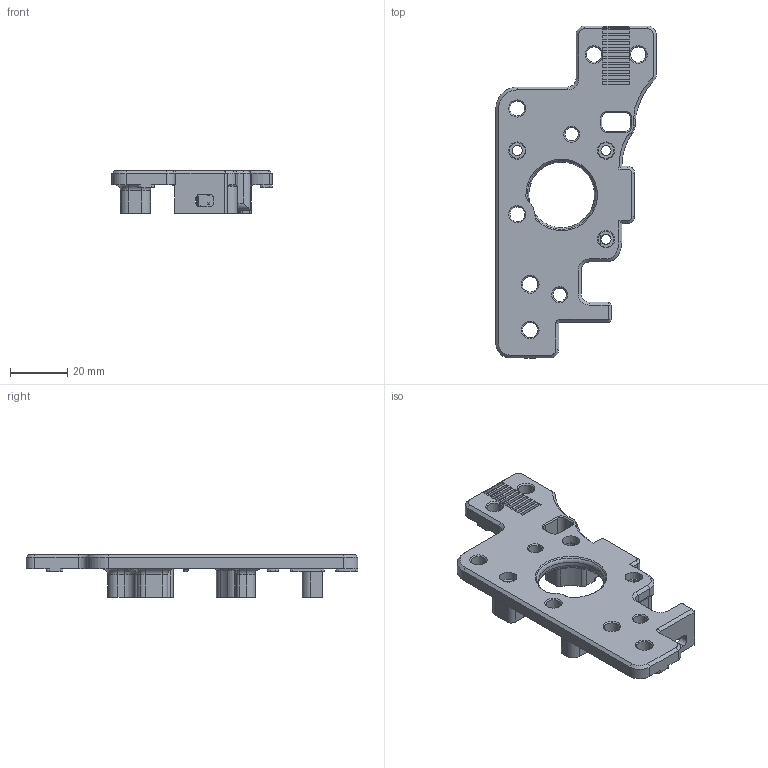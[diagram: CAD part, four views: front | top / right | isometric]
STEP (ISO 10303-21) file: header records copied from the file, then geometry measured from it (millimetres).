
FILE_DESCRIPTION(/* description */ (''),/* implementation_level */ '2;1');
FILE_NAME(/* name */ 'a_drive_frame_upper_with_endstop.step',/* time_stamp */ '2021-01-20T11:31:54-08:00',/* author */ (''),/* organization */ (''),/* preprocessor_version */ 'ST-DEVELOPER v18.1',/* originating_system */ 'Autodesk Translation Framework v9.7.1.1290',/* authorisation */ '');
FILE_SCHEMA (('AUTOMOTIVE_DESIGN { 1 0 10303 214 3 1 1 }'));
Length unit declared in the file: millimetre
Products named in the file (2): a_drive_frame_upper_with_endstop; JST-XH 2Pin v1
Assembly tree (1 placements, depth 2):
  a_drive_frame_upper_with_endstop
    JST-XH 2Pin v1
Bounding box: 56.03 x 116 x 15 mm (x, y, z)
Volume: 24144.3 mm3; surface area: 14513 mm2
Topology: 4 solids, 4 shells, 461 faces, 1193 edges, 749 vertices
Faces by surface type: plane 247, cylinder 129, cone 37, torus 28, bspline 19, sphere 1
Full cylindrical faces by diameter (mm): 1.5 x1, 1.821 x1, 3.5 x3, 4.7 x2, 5.2 x2, 5.4 x4, 6 x3, 6.8 x1
Entity records: 14558 total; most frequent: CARTESIAN_POINT 3048, DIRECTION 2407, ORIENTED_EDGE 2380, EDGE_CURVE 1190, AXIS2_PLACEMENT_3D 820, LINE 767, VECTOR 767, VERTEX_POINT 749
